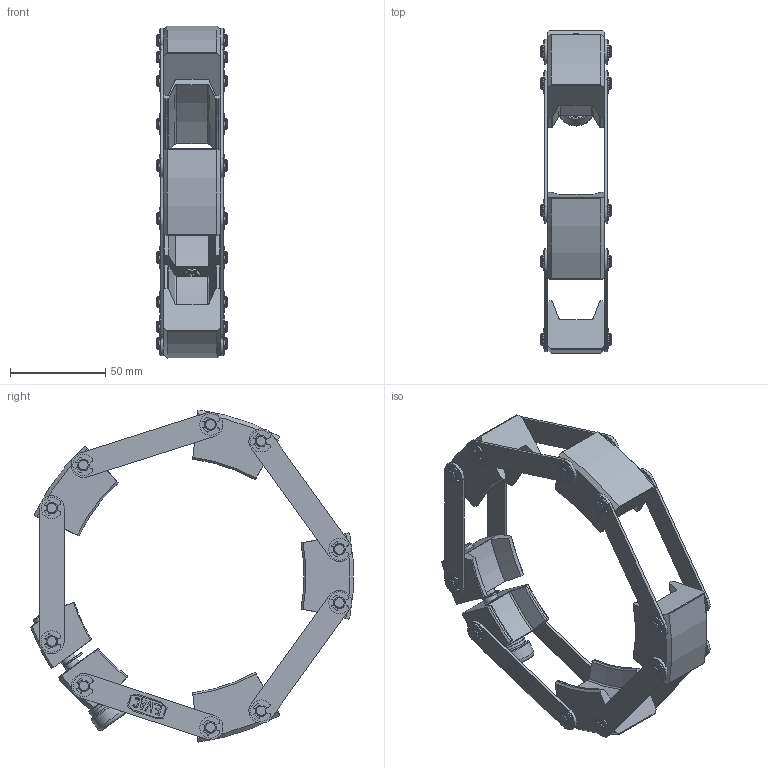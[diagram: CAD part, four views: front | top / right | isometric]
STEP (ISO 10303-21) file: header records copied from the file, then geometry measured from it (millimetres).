
FILE_DESCRIPTION(/* description */ (''),/* implementation_level */ '2;1');
FILE_NAME(/* name */ '30.100003.211.310',/* time_stamp */ '2018-07-20T14:04:33+02:00',/* author */ ('Murat Coskun Bicak'),/* organization */ ('Evac AG'),/* preprocessor_version */ 'ST-DEVELOPER v16.7',/* originating_system */ 'DEX',/* authorisation */ $);
FILE_SCHEMA (('AUTOMOTIVE_DESIGN {1 0 10303 214 3 1 1}'));
Length unit declared in the file: millimetre
Products named in the file (19): 30.100003.211.310; 03.115.000-IX; 03.116.000-IX; 03.117.000-IX; 03.040.070-IX; 03.050.006-IX; 03.061.003-IX; 00.5608.20-IX; 00.1205.00-IX; 00.1008.02-IXMY; 00.1108.00-IX; 03.070.018-IXMY; 00.1408.00-IX; Gravierung; Gravierung_2; Gravierung_3; Gravierung_4; Gravierung_5
Assembly tree (61 placements, depth 3):
  30.100003.211.310
    03.115.000-IX  x4
    03.116.000-IX
    03.117.000-IX
    03.040.070-IX  x10
    03.050.006-IX  x8
    03.061.003-IX  x4
    00.5608.20-IX
    00.1205.00-IX  x20
    00.1008.02-IXMY  x2
    00.1108.00-IX
    03.070.018-IXMY
    00.1408.00-IX
    Gravierung  x2
      Gravierung
      Gravierung_2
      Gravierung_3
      Gravierung_4
      Gravierung_5
Bounding box: 37.1 x 169.26 x 174.21 mm (x, y, z)
Volume: 140405.9 mm3; surface area: 76973.5 mm2
Topology: 64 solids, 64 shells, 1800 faces, 4549 edges, 2915 vertices
Faces by surface type: plane 1036, cylinder 660, cone 62, torus 22, bspline 20
Full cylindrical faces by diameter (mm): 5 x20, 6 x54, 6.1 x8, 8 x3, 8.376 x1, 8.4 x4, 15 x3, 17.955 x1
Entity records: 15364 total; most frequent: CARTESIAN_POINT 3090, DIRECTION 2472, ORIENTED_EDGE 2332, EDGE_CURVE 1166, AXIS2_PLACEMENT_3D 919, VERTEX_POINT 760, LINE 634, VECTOR 634
